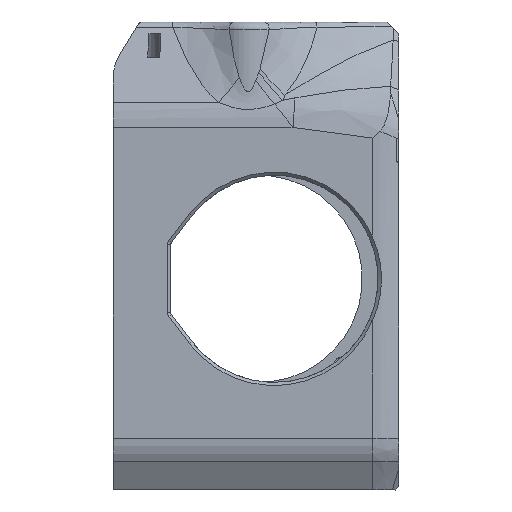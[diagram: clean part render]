
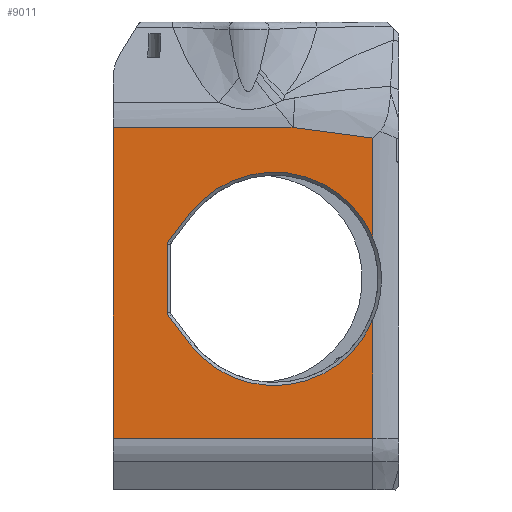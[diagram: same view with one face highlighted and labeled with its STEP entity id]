
A CAD part, left-side view. The second image highlights one B-rep face of the part: STEP entity #9011.
In plain terms, the highlighted planar face has unit normal (-1, 0, 0).
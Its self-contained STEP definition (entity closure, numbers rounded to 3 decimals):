
#581=B_SPLINE_CURVE_WITH_KNOTS('',3,(#25293,#25294,#25295,#25296,#25297,
#25298,#25299,#25300,#25301,#25302,#25303,#25304,#25305,#25306,#25307,#25308,
#25309,#25310,#25311,#25312,#25313,#25314),.UNSPECIFIED.,.F.,.F.,(4,3,3,
3,3,3,3,4),(0.004,0.008,0.009,
0.009,0.011,0.012,0.012,
0.015),.UNSPECIFIED.);
#872=PLANE('',#9816);
#1337=FACE_OUTER_BOUND('',#1919,.T.);
#1919=EDGE_LOOP('',(#7194,#7195,#7196,#7197,#7198,#7199,#7200,#7201,#7202,
#7203,#7204,#7205,#7206));
#2537=LINE('',#24987,#2963);
#2552=LINE('',#25286,#2978);
#2553=LINE('',#25291,#2979);
#2554=LINE('',#25315,#2980);
#2555=LINE('',#25317,#2981);
#2556=LINE('',#25321,#2982);
#2557=LINE('',#25325,#2983);
#2558=LINE('',#25329,#2984);
#2963=VECTOR('',#11328,1000.);
#2978=VECTOR('',#11369,1000.);
#2979=VECTOR('',#11374,1000.);
#2980=VECTOR('',#11375,1000.);
#2981=VECTOR('',#11376,1000.);
#2982=VECTOR('',#11379,1000.);
#2983=VECTOR('',#11382,1000.);
#2984=VECTOR('',#11385,1000.);
#3381=CIRCLE('',#9817,13.65);
#3382=CIRCLE('',#9818,0.8);
#3383=CIRCLE('',#9819,0.8);
#3384=CIRCLE('',#9820,13.65);
#4188=VERTEX_POINT('',#24985);
#4189=VERTEX_POINT('',#24986);
#4223=VERTEX_POINT('',#25285);
#4224=VERTEX_POINT('',#25289);
#4225=VERTEX_POINT('',#25290);
#4226=VERTEX_POINT('',#25292);
#4227=VERTEX_POINT('',#25316);
#4228=VERTEX_POINT('',#25318);
#4229=VERTEX_POINT('',#25320);
#4230=VERTEX_POINT('',#25322);
#4231=VERTEX_POINT('',#25324);
#4232=VERTEX_POINT('',#25326);
#4233=VERTEX_POINT('',#25328);
#5273=EDGE_CURVE('',#4188,#4189,#2537,.T.);
#5322=EDGE_CURVE('',#4188,#4223,#2552,.T.);
#5324=EDGE_CURVE('',#4224,#4225,#2553,.T.);
#5325=EDGE_CURVE('',#4225,#4226,#581,.T.);
#5326=EDGE_CURVE('',#4189,#4226,#2554,.T.);
#5327=EDGE_CURVE('',#4223,#4227,#2555,.T.);
#5328=EDGE_CURVE('',#4227,#4228,#3381,.T.);
#5329=EDGE_CURVE('',#4228,#4229,#2556,.T.);
#5330=EDGE_CURVE('',#4229,#4230,#3382,.T.);
#5331=EDGE_CURVE('',#4230,#4231,#2557,.T.);
#5332=EDGE_CURVE('',#4231,#4232,#3383,.T.);
#5333=EDGE_CURVE('',#4232,#4233,#2558,.T.);
#5334=EDGE_CURVE('',#4233,#4224,#3384,.T.);
#7194=ORIENTED_EDGE('',*,*,#5324,.T.);
#7195=ORIENTED_EDGE('',*,*,#5325,.T.);
#7196=ORIENTED_EDGE('',*,*,#5326,.F.);
#7197=ORIENTED_EDGE('',*,*,#5273,.F.);
#7198=ORIENTED_EDGE('',*,*,#5322,.T.);
#7199=ORIENTED_EDGE('',*,*,#5327,.T.);
#7200=ORIENTED_EDGE('',*,*,#5328,.T.);
#7201=ORIENTED_EDGE('',*,*,#5329,.T.);
#7202=ORIENTED_EDGE('',*,*,#5330,.T.);
#7203=ORIENTED_EDGE('',*,*,#5331,.T.);
#7204=ORIENTED_EDGE('',*,*,#5332,.T.);
#7205=ORIENTED_EDGE('',*,*,#5333,.T.);
#7206=ORIENTED_EDGE('',*,*,#5334,.T.);
#9011=ADVANCED_FACE('',(#1337),#872,.F.);
#9816=AXIS2_PLACEMENT_3D('',#25288,#11372,#11373);
#9817=AXIS2_PLACEMENT_3D('',#25319,#11377,#11378);
#9818=AXIS2_PLACEMENT_3D('',#25323,#11380,#11381);
#9819=AXIS2_PLACEMENT_3D('',#25327,#11383,#11384);
#9820=AXIS2_PLACEMENT_3D('',#25330,#11386,#11387);
#11328=DIRECTION('',(0.,0.,1.));
#11369=DIRECTION('',(0.,-1.,0.));
#11372=DIRECTION('center_axis',(1.,0.,0.));
#11373=DIRECTION('ref_axis',(0.,0.,
1.));
#11374=DIRECTION('',(0.,0.,1.));
#11375=DIRECTION('',(0.,-1.,0.));
#11376=DIRECTION('',(0.,0.,1.));
#11377=DIRECTION('center_axis',(1.,0.,0.));
#11378=DIRECTION('ref_axis',(0.,0.,
1.));
#11379=DIRECTION('',(0.,0.609,0.793));
#11380=DIRECTION('center_axis',(1.,0.,0.));
#11381=DIRECTION('ref_axis',(0.,0.,
1.));
#11382=DIRECTION('',(0.,0.,1.));
#11383=DIRECTION('center_axis',(1.,0.,0.));
#11384=DIRECTION('ref_axis',(0.,0.,
1.));
#11385=DIRECTION('',(0.,-0.609,0.793));
#11386=DIRECTION('center_axis',(1.,0.,0.));
#11387=DIRECTION('ref_axis',(0.,0.,
1.));
#24985=CARTESIAN_POINT('',(-26.5,19.957,-53.242));
#24986=CARTESIAN_POINT('',(-26.5,19.957,-13.491));
#24987=CARTESIAN_POINT('',(-26.5,19.957,-53.242));
#25285=CARTESIAN_POINT('',(-26.5,-13.189,-53.242));
#25286=CARTESIAN_POINT('',(-26.5,-13.189,-53.242));
#25288=CARTESIAN_POINT('Origin',(-26.5,-17.333,-14.85));
#25289=CARTESIAN_POINT('',(-26.5,-13.189,-27.497));
#25290=CARTESIAN_POINT('',(-26.5,-13.189,-14.844));
#25291=CARTESIAN_POINT('',(-26.5,-13.189,-18.259));
#25292=CARTESIAN_POINT('',(-26.5,-3.02,-13.491));
#25293=CARTESIAN_POINT('Ctrl Pts',(-26.5,-13.189,-14.844));
#25294=CARTESIAN_POINT('Ctrl Pts',(-26.5,-12.111,-14.646));
#25295=CARTESIAN_POINT('Ctrl Pts',(-26.5,-11.03,
-14.464));
#25296=CARTESIAN_POINT('Ctrl Pts',(-26.5,-9.947,
-14.297));
#25297=CARTESIAN_POINT('Ctrl Pts',(-26.5,-9.576,
-14.239));
#25298=CARTESIAN_POINT('Ctrl Pts',(-26.5,-9.204,
-14.184));
#25299=CARTESIAN_POINT('Ctrl Pts',(-26.5,-8.832,
-14.131));
#25300=CARTESIAN_POINT('Ctrl Pts',(-26.5,-8.596,-14.097));
#25301=CARTESIAN_POINT('Ctrl Pts',(-26.5,-8.36,
-14.063));
#25302=CARTESIAN_POINT('Ctrl Pts',(-26.5,-8.124,
-14.031));
#25303=CARTESIAN_POINT('Ctrl Pts',(-26.5,-7.523,
-13.949));
#25304=CARTESIAN_POINT('Ctrl Pts',(-26.5,-6.921,
-13.871));
#25305=CARTESIAN_POINT('Ctrl Pts',(-26.5,-6.318,-13.801));
#25306=CARTESIAN_POINT('Ctrl Pts',(-26.5,-6.19,
-13.786));
#25307=CARTESIAN_POINT('Ctrl Pts',(-26.5,-6.062,
-13.771));
#25308=CARTESIAN_POINT('Ctrl Pts',(-26.5,-5.934,
-13.756));
#25309=CARTESIAN_POINT('Ctrl Pts',(-26.5,-5.816,-13.743));
#25310=CARTESIAN_POINT('Ctrl Pts',(-26.5,-5.697,-13.73));
#25311=CARTESIAN_POINT('Ctrl Pts',(-26.5,-5.579,
-13.717));
#25312=CARTESIAN_POINT('Ctrl Pts',(-26.5,-4.728,
-13.625));
#25313=CARTESIAN_POINT('Ctrl Pts',(-26.5,-3.876,-13.547));
#25314=CARTESIAN_POINT('Ctrl Pts',(-26.5,-3.02,-13.491));
#25315=CARTESIAN_POINT('',(-26.5,17.667,-13.491));
#25316=CARTESIAN_POINT('',(-26.5,-13.189,-38.203));
#25317=CARTESIAN_POINT('',(-26.5,-13.189,-18.259));
#25318=CARTESIAN_POINT('',(-26.5,10.197,-41.16));
#25319=CARTESIAN_POINT('Origin',(-26.5,-0.633,-32.85));
#25320=CARTESIAN_POINT('',(-26.5,12.852,-37.699));
#25321=CARTESIAN_POINT('',(-26.5,12.701,-37.896));
#25322=CARTESIAN_POINT('',(-26.5,13.017,-37.212));
#25323=CARTESIAN_POINT('Origin',(-26.5,12.217,-37.212));
#25324=CARTESIAN_POINT('',(-26.5,13.017,-28.488));
#25325=CARTESIAN_POINT('',(-26.5,13.017,-14.85));
#25326=CARTESIAN_POINT('',(-26.5,12.852,-28.001));
#25327=CARTESIAN_POINT('Origin',(-26.5,12.217,-28.488));
#25328=CARTESIAN_POINT('',(-26.5,10.197,-24.54));
#25329=CARTESIAN_POINT('',(-26.5,-4.686,-5.146));
#25330=CARTESIAN_POINT('Origin',(-26.5,-0.633,-32.85));
